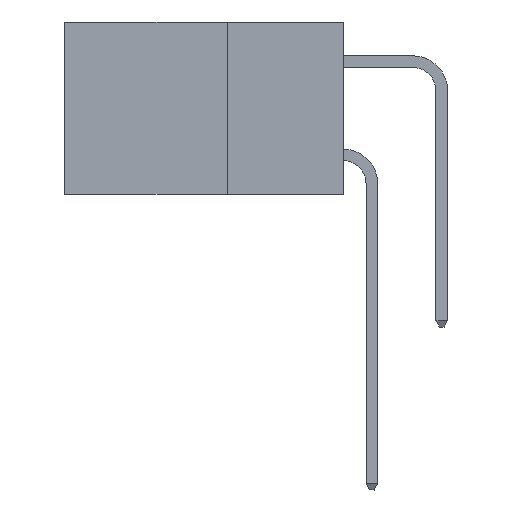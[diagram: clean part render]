
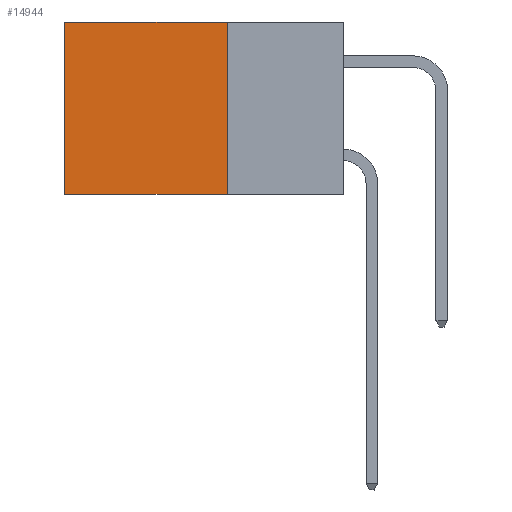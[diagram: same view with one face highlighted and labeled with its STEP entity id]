
A CAD part, left-side view. The second image highlights one B-rep face of the part: STEP entity #14944.
In plain terms, the highlighted planar face has unit normal (-1, 0, 0).
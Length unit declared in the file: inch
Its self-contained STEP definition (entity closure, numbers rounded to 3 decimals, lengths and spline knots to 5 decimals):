
#509 = VERTEX_POINT ( 'NONE', #5064 ) ;
#749 = CARTESIAN_POINT ( 'NONE',  ( 0.298, 0.25, 0. ) ) ;
#906 = VECTOR ( 'NONE', #1995, 39.37008 ) ;
#1071 = EDGE_CURVE ( 'NONE', #5229, #509, #14128, .T. ) ;
#1995 = DIRECTION ( 'NONE',  ( 0., 0., -1. ) ) ;
#2584 = EDGE_CURVE ( 'NONE', #509, #21609, #6780, .T. ) ;
#3792 = ORIENTED_EDGE ( 'NONE', *, *, #21447, .T. ) ;
#4564 = FACE_OUTER_BOUND ( 'NONE', #9789, .T. ) ;
#4961 = DIRECTION ( 'NONE',  ( 1., 0., 0. ) ) ;
#5044 = VERTEX_POINT ( 'NONE', #7854 ) ;
#5064 = CARTESIAN_POINT ( 'NONE',  ( 0.298, 0.25, -0.37 ) ) ;
#5229 = VERTEX_POINT ( 'NONE', #749 ) ;
#5644 = CARTESIAN_POINT ( 'NONE',  ( 0.298, 0.6, -0.37 ) ) ;
#6780 = LINE ( 'NONE', #6846, #11445 ) ;
#6846 = CARTESIAN_POINT ( 'NONE',  ( 0.298, 0.25, -0.37 ) ) ;
#6898 = ORIENTED_EDGE ( 'NONE', *, *, #9318, .T. ) ;
#7854 = CARTESIAN_POINT ( 'NONE',  ( 0.298, 0.6, 0. ) ) ;
#8549 = ORIENTED_EDGE ( 'NONE', *, *, #1071, .F. ) ;
#8716 = DIRECTION ( 'NONE',  ( 0., 1., 0. ) ) ;
#8864 = CARTESIAN_POINT ( 'NONE',  ( 0.298, 0.6, 0. ) ) ;
#9318 = EDGE_CURVE ( 'NONE', #5044, #21609, #10659, .T. ) ;
#9617 = VECTOR ( 'NONE', #18043, 39.37008 ) ;
#9789 = EDGE_LOOP ( 'NONE', ( #6898, #16286, #8549, #3792 ) ) ;
#10659 = LINE ( 'NONE', #8864, #906 ) ;
#11215 = LINE ( 'NONE', #15544, #15174 ) ;
#11445 = VECTOR ( 'NONE', #14823, 39.37008 ) ;
#12261 = CARTESIAN_POINT ( 'NONE',  ( 0.298, 0.25, 0. ) ) ;
#14128 = LINE ( 'NONE', #12261, #9617 ) ;
#14823 = DIRECTION ( 'NONE',  ( 0., 1., 0. ) ) ;
#14944 = ADVANCED_FACE ( 'NONE', ( #4564 ), #15291, .F. ) ;
#15174 = VECTOR ( 'NONE', #8716, 39.37008 ) ;
#15291 = PLANE ( 'NONE',  #20804 ) ;
#15544 = CARTESIAN_POINT ( 'NONE',  ( 0.298, 0.25, 0. ) ) ;
#16286 = ORIENTED_EDGE ( 'NONE', *, *, #2584, .F. ) ;
#17029 = DIRECTION ( 'NONE',  ( 0., 0., -1. ) ) ;
#18043 = DIRECTION ( 'NONE',  ( 0., 0., -1. ) ) ;
#18639 = CARTESIAN_POINT ( 'NONE',  ( 0.298, 0.25, 0. ) ) ;
#20804 = AXIS2_PLACEMENT_3D ( 'NONE', #18639, #4961, #17029 ) ;
#21447 = EDGE_CURVE ( 'NONE', #5229, #5044, #11215, .T. ) ;
#21609 = VERTEX_POINT ( 'NONE', #5644 ) ;
